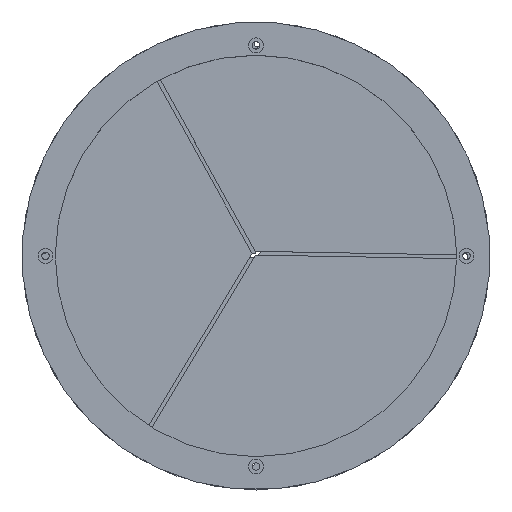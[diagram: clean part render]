
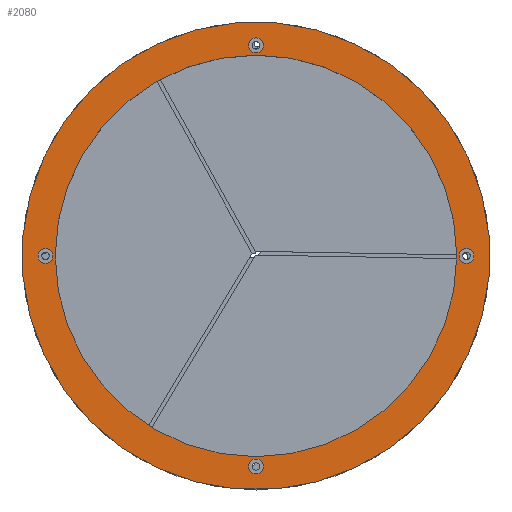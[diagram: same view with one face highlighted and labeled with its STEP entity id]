
A CAD part, top view. The second image highlights one B-rep face of the part: STEP entity #2080.
In plain terms, the highlighted planar face has unit normal (0, 0, 1).
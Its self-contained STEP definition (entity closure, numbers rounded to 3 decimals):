
#132=FACE_BOUND('',#492,.T.);
#133=FACE_BOUND('',#493,.T.);
#134=FACE_BOUND('',#494,.T.);
#135=FACE_BOUND('',#495,.T.);
#136=FACE_BOUND('',#496,.T.);
#218=PLANE('',#2363);
#302=FACE_OUTER_BOUND('',#491,.T.);
#491=EDGE_LOOP('',(#1727));
#492=EDGE_LOOP('',(#1728));
#493=EDGE_LOOP('',(#1729));
#494=EDGE_LOOP('',(#1730));
#495=EDGE_LOOP('',(#1731));
#496=EDGE_LOOP('',(#1732));
#873=CIRCLE('',#2333,3.5);
#876=CIRCLE('',#2338,3.5);
#879=CIRCLE('',#2343,3.5);
#882=CIRCLE('',#2348,3.5);
#891=CIRCLE('',#2364,110.);
#892=CIRCLE('',#2365,94.4);
#1049=VERTEX_POINT('',#3468);
#1052=VERTEX_POINT('',#3477);
#1055=VERTEX_POINT('',#3486);
#1058=VERTEX_POINT('',#3495);
#1067=VERTEX_POINT('',#3525);
#1068=VERTEX_POINT('',#3527);
#1273=EDGE_CURVE('',#1049,#1049,#873,.T.);
#1277=EDGE_CURVE('',#1052,#1052,#876,.T.);
#1281=EDGE_CURVE('',#1055,#1055,#879,.T.);
#1285=EDGE_CURVE('',#1058,#1058,#882,.T.);
#1299=EDGE_CURVE('',#1067,#1067,#891,.T.);
#1300=EDGE_CURVE('',#1068,#1068,#892,.T.);
#1727=ORIENTED_EDGE('',*,*,#1299,.F.);
#1728=ORIENTED_EDGE('',*,*,#1273,.T.);
#1729=ORIENTED_EDGE('',*,*,#1277,.T.);
#1730=ORIENTED_EDGE('',*,*,#1281,.T.);
#1731=ORIENTED_EDGE('',*,*,#1285,.T.);
#1732=ORIENTED_EDGE('',*,*,#1300,.F.);
#2080=ADVANCED_FACE('',(#302,#132,#133,#134,#135,#136),#218,.F.);
#2333=AXIS2_PLACEMENT_3D('',#3469,#2839,#2840);
#2338=AXIS2_PLACEMENT_3D('',#3478,#2850,#2851);
#2343=AXIS2_PLACEMENT_3D('',#3487,#2861,#2862);
#2348=AXIS2_PLACEMENT_3D('',#3496,#2872,#2873);
#2363=AXIS2_PLACEMENT_3D('',#3524,#2907,#2908);
#2364=AXIS2_PLACEMENT_3D('',#3526,#2909,#2910);
#2365=AXIS2_PLACEMENT_3D('',#3528,#2911,#2912);
#2839=DIRECTION('center_axis',(0.,0.,-1.));
#2840=DIRECTION('ref_axis',(-1.,0.,0.));
#2850=DIRECTION('center_axis',(0.,0.,-1.));
#2851=DIRECTION('ref_axis',(-1.,0.,0.));
#2861=DIRECTION('center_axis',(0.,0.,-1.));
#2862=DIRECTION('ref_axis',(-1.,0.,0.));
#2872=DIRECTION('center_axis',(0.,0.,-1.));
#2873=DIRECTION('ref_axis',(-1.,0.,0.));
#2907=DIRECTION('center_axis',(0.,0.,-1.));
#2908=DIRECTION('ref_axis',(-1.,0.,0.));
#2909=DIRECTION('center_axis',(0.,0.,-1.));
#2910=DIRECTION('ref_axis',(-1.,0.,0.));
#2911=DIRECTION('center_axis',(0.,0.,1.));
#2912=DIRECTION('ref_axis',(0.707,-0.707,0.));
#3468=CARTESIAN_POINT('',(-53.904,70.004,22.64));
#3469=CARTESIAN_POINT('Origin',(-57.404,70.004,22.64));
#3477=CARTESIAN_POINT('',(86.104,-70.004,22.64));
#3478=CARTESIAN_POINT('Origin',(82.604,-70.004,22.64));
#3486=CARTESIAN_POINT('',(86.104,70.004,22.64));
#3487=CARTESIAN_POINT('Origin',(82.604,70.004,22.64));
#3495=CARTESIAN_POINT('',(-53.904,-70.004,22.64));
#3496=CARTESIAN_POINT('Origin',(-57.404,-70.004,22.64));
#3524=CARTESIAN_POINT('Origin',(123.025,-78.085,22.64));
#3525=CARTESIAN_POINT('',(122.6,0.,22.64));
#3526=CARTESIAN_POINT('Origin',(12.6,0.,22.64));
#3527=CARTESIAN_POINT('',(-54.151,66.751,22.64));
#3528=CARTESIAN_POINT('Origin',(12.6,0.,22.64));
